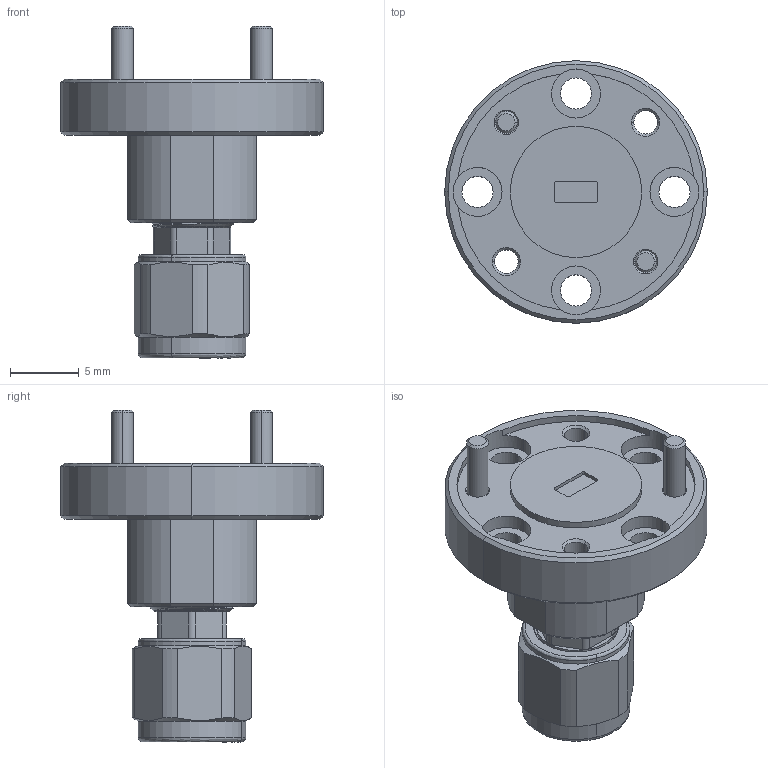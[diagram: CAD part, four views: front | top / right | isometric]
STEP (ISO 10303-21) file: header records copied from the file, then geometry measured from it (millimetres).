
FILE_DESCRIPTION (( 'STEP AP203' ), '1' );
FILE_NAME ('SWC-12EM-E1.STEP', '2024-09-23T19:31:06', ( '' ), ( '' ), 'SwSTEP 2.0', 'SolidWorks 2021', '' );
FILE_SCHEMA (( 'CONFIG_CONTROL_DESIGN' ));
Length unit declared in the file: inch
Products named in the file (1): SWC-12EM-E1
Bounding box: 19.05 x 19.05 x 24.09 mm (x, y, z)
Volume: 1826.8 mm3; surface area: 1791.5 mm2
Topology: 3 solids, 3 shells, 205 faces, 492 edges, 306 vertices
Faces by surface type: cylinder 88, plane 66, cone 42, bspline 9
Entity records: 7190 total; most frequent: CARTESIAN_POINT 2223, DIRECTION 1088, ORIENTED_EDGE 984, EDGE_CURVE 492, AXIS2_PLACEMENT_3D 442, VERTEX_POINT 306, CIRCLE 245, EDGE_LOOP 236
